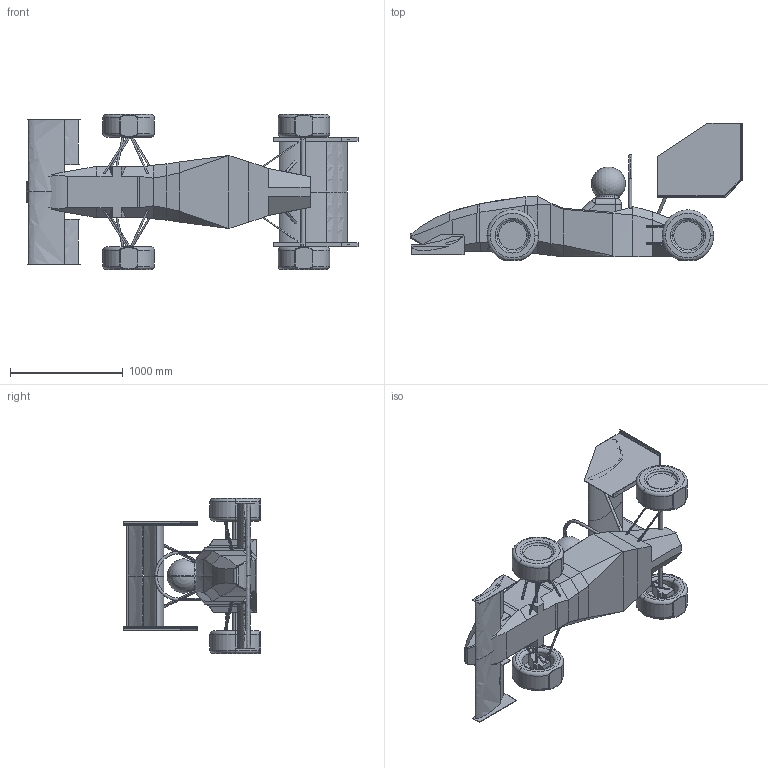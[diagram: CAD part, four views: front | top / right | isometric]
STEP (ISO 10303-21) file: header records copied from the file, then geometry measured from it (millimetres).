
FILE_DESCRIPTION(('STEP AP214'),'1');
FILE_NAME('FSAE-Car.stp','2025-08-05T08:11:11',(' '),(' '),'Spatial InterOp 3D',' ',' ');
FILE_SCHEMA(('AUTOMOTIVE_DESIGN { 1 0 10303 214 1 1 1 1 }'));
Length unit declared in the file: metre
Products named in the file (5): FSAE-Car; FrontWing; Wheel; Chassis; RearWing
Assembly tree (4 placements, depth 2):
  FSAE-Car
    FrontWing
    Wheel
    Chassis
    RearWing
Bounding box: 2946.57 x 1221.89 x 1375.9 mm (x, y, z)
Volume: 599467952.6 mm3; surface area: 12744168.5 mm2
Topology: 9 solids, 9 shells, 425 faces, 1080 edges, 677 vertices
Faces by surface type: plane 193, cylinder 90, bspline 60, torus 48, extrusion 26, sphere 8
Entity records: 33946 total; most frequent: CARTESIAN_POINT 24015, ORIENTED_EDGE 2108, DIRECTION 1868, EDGE_CURVE 1054, VERTEX_POINT 669, AXIS2_PLACEMENT_3D 655, VECTOR 558, LINE 532
